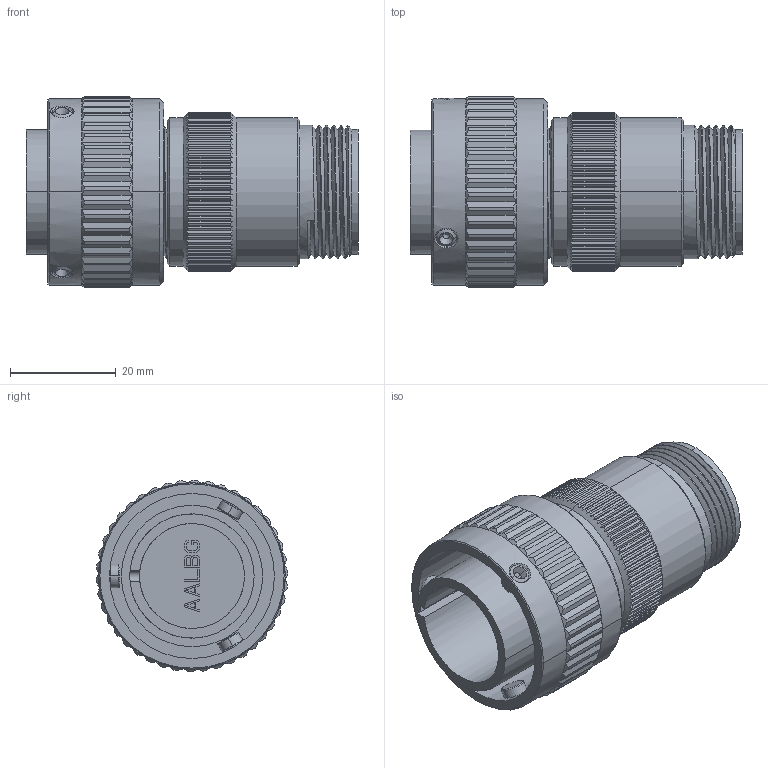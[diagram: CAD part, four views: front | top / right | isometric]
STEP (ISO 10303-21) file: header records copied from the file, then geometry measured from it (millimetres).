
FILE_DESCRIPTION((''),'2;1');
FILE_NAME('VG95234-18_SW0001','2023-02-24T11:02:44',('paultorloting'),('NET AG system integration'),'CREO PARAMETRIC BY PTC INC, 2021404','CREO PARAMETRIC BY PTC INC, 2021404','');
FILE_SCHEMA(('AUTOMOTIVE_DESIGN { 1 0 10303 214 1 1 1 1 }'));
Length unit declared in the file: millimetre
Products named in the file (1): VG95234-18_SW0001
Bounding box: 62.65 x 36.16 x 36.17 mm (x, y, z)
Volume: 31379.7 mm3; surface area: 14255.7 mm2
Topology: 1 solids, 1 shells, 889 faces, 2333 edges, 1472 vertices
Faces by surface type: plane 528, cylinder 202, cone 137, bspline 16, torus 6
Entity records: 41608 total; most frequent: CARTESIAN_POINT 16353, ORIENTED_EDGE 4654, DIRECTION 3937, EDGE_CURVE 2327, VERTEX_POINT 1472, AXIS2_PLACEMENT_3D 1366, VECTOR 1202, LINE 1202
